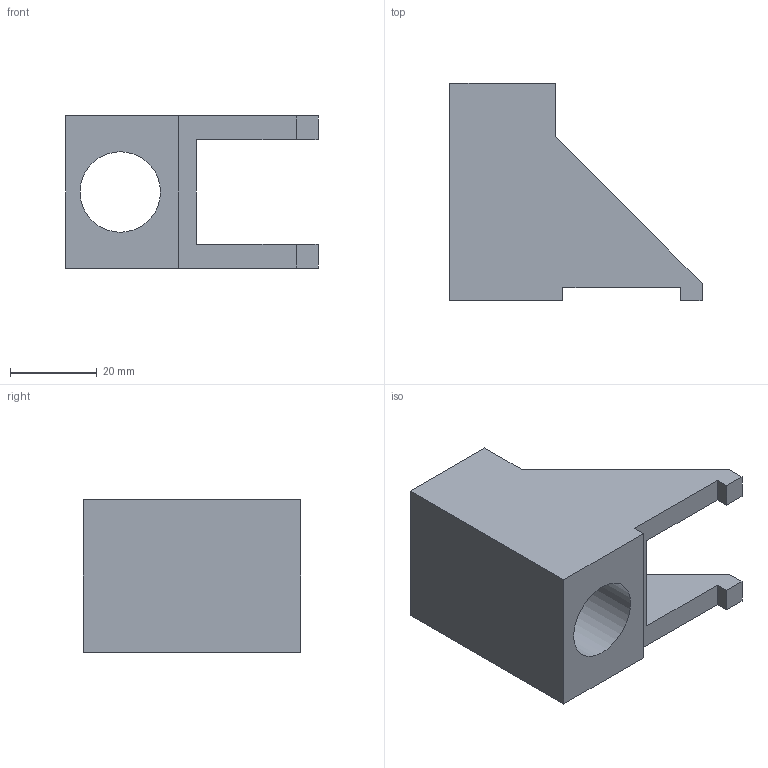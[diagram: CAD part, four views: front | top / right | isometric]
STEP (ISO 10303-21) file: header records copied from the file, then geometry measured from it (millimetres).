
FILE_DESCRIPTION(('FreeCAD Model'),'2;1');
FILE_NAME('Open CASCADE Shape Model','2024-10-12T16:26:43',(''),(''), 'Open CASCADE STEP processor 7.6','FreeCAD','Unknown');
FILE_SCHEMA(('AUTOMOTIVE_DESIGN { 1 0 10303 214 1 1 1 1 }'));
Length unit declared in the file: millimetre
Products named in the file (1): Body
Bounding box: 58 x 50 x 35 mm (x, y, z)
Volume: 38389.9 mm3; surface area: 13121.3 mm2
Topology: 1 solids, 1 shells, 23 faces, 65 edges, 44 vertices
Faces by surface type: plane 20, cylinder 3
Full cylindrical faces by diameter (mm): 18.5 x1
Entity records: 1621 total; most frequent: CARTESIAN_POINT 281, DIRECTION 246, LINE 183, VECTOR 183, ORIENTED_EDGE 130, PCURVE 130, DEFINITIONAL_REPRESENTATION 130, EDGE_CURVE 65
